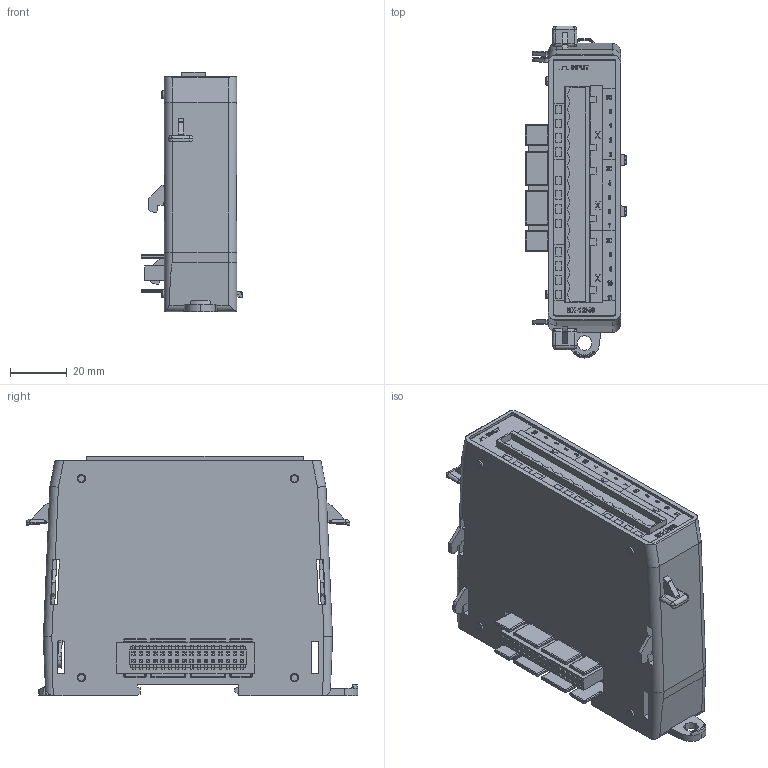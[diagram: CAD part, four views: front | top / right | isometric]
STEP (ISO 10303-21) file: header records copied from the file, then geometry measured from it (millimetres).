
FILE_DESCRIPTION (( 'STEP AP214' ), '1' );
FILE_NAME ('BX-12NB.STEP', '2020-03-23T23:28:34', ( '' ), ( '' ), 'SwSTEP 2.0', 'SolidWorks 2017', '' );
FILE_SCHEMA (( 'AUTOMOTIVE_DESIGN' ));
Length unit declared in the file: inch
Products named in the file (1): BX-12NB
Bounding box: 35.62 x 116.5 x 84.09 mm (x, y, z)
Volume: 190040.9 mm3; surface area: 46958.8 mm2
Topology: 15 solids, 24 shells, 3751 faces, 9808 edges, 6229 vertices
Faces by surface type: plane 2657, cylinder 573, bspline 391, torus 71, cone 35, sphere 24
Entity records: 183934 total; most frequent: CARTESIAN_POINT 46473, ORIENTED_EDGE 19588, DIRECTION 15875, EDGE_CURVE 9794, LINE 7655, VECTOR 7655, VERTEX_POINT 6227, EDGE_LOOP 4163
